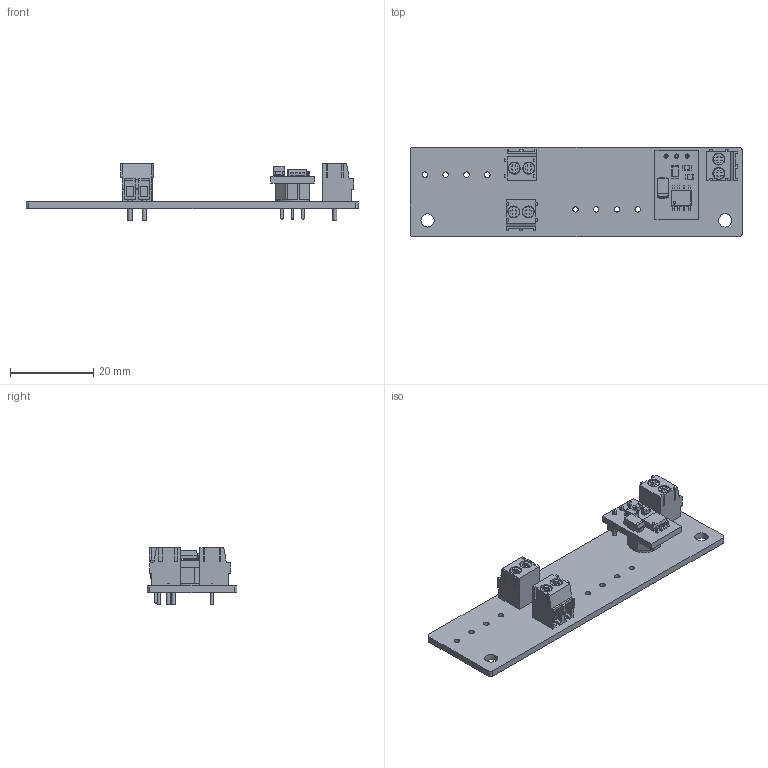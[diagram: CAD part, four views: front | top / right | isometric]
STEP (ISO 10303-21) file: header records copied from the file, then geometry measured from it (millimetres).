
FILE_DESCRIPTION(('KiCad electronic assembly'),'2;1');
FILE_NAME('cablebot_power.step','2021-07-05T16:13:26',('An Author'),( 'A Company'),'Open CASCADE STEP processor 7.5', 'KiCad to STEP converter','Unknown');
FILE_SCHEMA(('AUTOMOTIVE_DESIGN { 1 0 10303 214 1 1 1 1 }'));
Length unit declared in the file: millimetre
Products named in the file (6): Open CASCADE STEP translator 7.5 1; TerminalBlock_Phoenix_PT-1,5-2-3.5-H_1x02_P3.50mm_Horizontal; SOLID; Converter_DCDC_Murata_OKI-78SR_horizontal; COMPOUND
Assembly tree (7 placements, depth 3):
  Open CASCADE STEP translator 7.5 1
    TerminalBlock_Phoenix_PT-1,5-2-3.5-H_1x02_P3.50mm_Horizontal  x3
      SOLID
    Converter_DCDC_Murata_OKI-78SR_horizontal
      COMPOUND
    COMPOUND
Bounding box: 80 x 21.65 x 13.7 mm (x, y, z)
Volume: 4284.2 mm3; surface area: 7163 mm2
Topology: 8 solids, 8 shells, 807 faces, 2168 edges, 1401 vertices
Faces by surface type: plane 612, cylinder 153, bspline 42
Full cylindrical faces by diameter (mm): 0.6 x1, 0.9 x6, 1 x6, 1.2 x6, 1.32 x8, 2.7 x6, 2.9 x6, 3 x1, 3.2 x2, 5 x1, 6.3 x1, 8 x1
Entity records: 41049 total; most frequent: CARTESIAN_POINT 7158, DIRECTION 5568, LINE 3760, VECTOR 3760, ORIENTED_EDGE 2992, PCURVE 2992, DEFINITIONAL_REPRESENTATION 2992, EDGE_CURVE 1496
